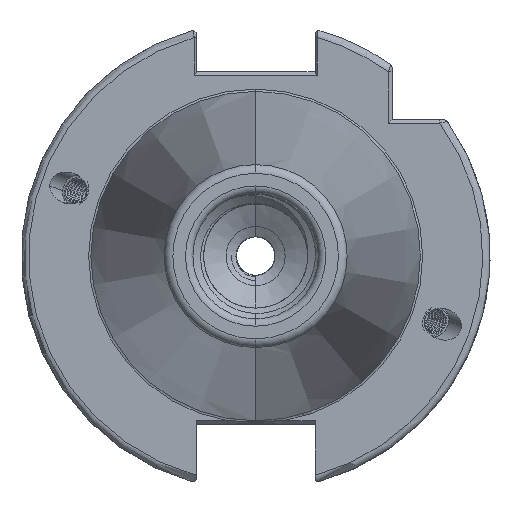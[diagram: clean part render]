
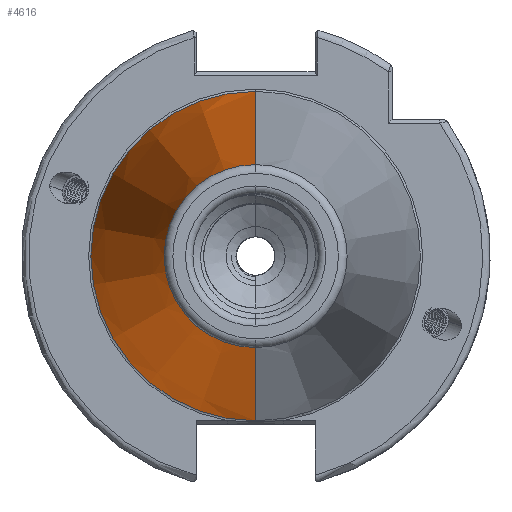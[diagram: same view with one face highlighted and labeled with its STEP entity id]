
A CAD part, left-side view. The second image highlights one B-rep face of the part: STEP entity #4616.
In plain terms, the highlighted conical face has half-angle 8.297 degrees and reference radius 22.692 mm.
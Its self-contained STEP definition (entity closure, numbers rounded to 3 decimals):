
#4616 = ADVANCED_FACE ( 'NONE', ( #9826 ), #9802, .T. ) ;
#4749 = AXIS2_PLACEMENT_3D ( 'NONE', #14845, #14815, #14841 ) ;
#4770 = AXIS2_PLACEMENT_3D ( 'NONE', #14743, #14723, #14716 ) ;
#5115 = DIRECTION ( 'NONE',  ( 0.99, 0., 0.144 ) ) ;
#5148 = CARTESIAN_POINT ( 'NONE',  ( 0., 0., 22.692 ) ) ;
#8324 = CIRCLE ( 'NONE', #4770, 22.327 ) ;
#8367 = CIRCLE ( 'NONE', #4749, 12.4 ) ;
#8407 = LINE ( 'NONE', #14941, #8417 ) ;
#8417 = VECTOR ( 'NONE', #14938, 1000. ) ;
#8456 = LINE ( 'NONE', #5148, #8459 ) ;
#8459 = VECTOR ( 'NONE', #5115, 1000. ) ;
#9802 = CONICAL_SURFACE ( 'NONE', #13697, 22.692, 0.145 ) ;
#9826 = FACE_OUTER_BOUND ( 'NONE', #15769, .T. ) ;
#12856 = VERTEX_POINT ( 'NONE', #19422 ) ;
#12857 = VERTEX_POINT ( 'NONE', #19396 ) ;
#12886 = VERTEX_POINT ( 'NONE', #19332 ) ;
#12892 = VERTEX_POINT ( 'NONE', #19353 ) ;
#13697 = AXIS2_PLACEMENT_3D ( 'NONE', #19889, #19875, #19899 ) ;
#14079 = EDGE_CURVE ( 'NONE', #12857, #12856, #8324, .T. ) ;
#14096 = EDGE_CURVE ( 'NONE', #12892, #12886, #8367, .T. ) ;
#14109 = EDGE_CURVE ( 'NONE', #12892, #12857, #8407, .T. ) ;
#14162 = EDGE_CURVE ( 'NONE', #12886, #12856, #8456, .T. ) ;
#14716 = DIRECTION ( 'NONE',  ( 0., 0., -1. ) ) ;
#14723 = DIRECTION ( 'NONE',  ( 1., 0., 0. ) ) ;
#14743 = CARTESIAN_POINT ( 'NONE',  ( -2.5, 0., 0. ) ) ;
#14815 = DIRECTION ( 'NONE',  ( 1., 0., 0. ) ) ;
#14841 = DIRECTION ( 'NONE',  ( 0., 0., 1. ) ) ;
#14845 = CARTESIAN_POINT ( 'NONE',  ( -70.573, 0., 0. ) ) ;
#14938 = DIRECTION ( 'NONE',  ( 0.99, 0., -0.144 ) ) ;
#14941 = CARTESIAN_POINT ( 'NONE',  ( 0., 0., -22.692 ) ) ;
#15621 = ORIENTED_EDGE ( 'NONE', *, *, #14096, .T. ) ;
#15630 = ORIENTED_EDGE ( 'NONE', *, *, #14079, .F. ) ;
#15652 = ORIENTED_EDGE ( 'NONE', *, *, #14162, .T. ) ;
#15655 = ORIENTED_EDGE ( 'NONE', *, *, #14109, .F. ) ;
#15769 = EDGE_LOOP ( 'NONE', ( #15621, #15652, #15630, #15655 ) ) ;
#19332 = CARTESIAN_POINT ( 'NONE',  ( -70.573, 0., 12.4 ) ) ;
#19353 = CARTESIAN_POINT ( 'NONE',  ( -70.573, 0., -12.4 ) ) ;
#19396 = CARTESIAN_POINT ( 'NONE',  ( -2.5, 0., -22.327 ) ) ;
#19422 = CARTESIAN_POINT ( 'NONE',  ( -2.5, 0., 22.327 ) ) ;
#19875 = DIRECTION ( 'NONE',  ( 1., 0., 0. ) ) ;
#19889 = CARTESIAN_POINT ( 'NONE',  ( 0., 0., 0. ) ) ;
#19899 = DIRECTION ( 'NONE',  ( 0., 0., -1. ) ) ;
